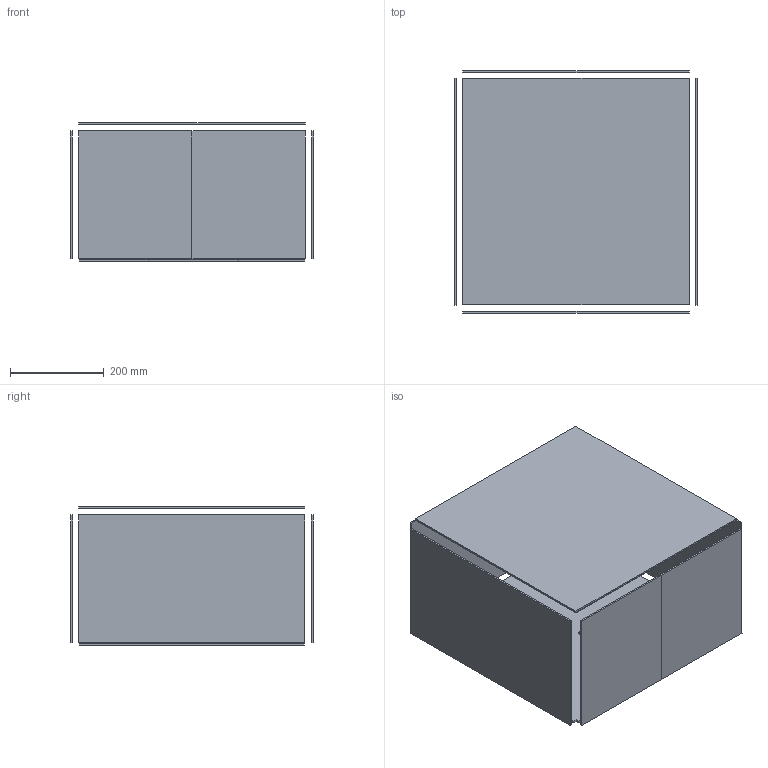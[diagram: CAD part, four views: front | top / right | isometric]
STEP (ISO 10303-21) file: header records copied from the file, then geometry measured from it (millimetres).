
FILE_DESCRIPTION(/* description */ (''),/* implementation_level */ '2;1');
FILE_NAME(/* name */ 'Panels.step',/* time_stamp */ '2025-11-21T09:34:53-05:00',/* author */ (''),/* organization */ (''),/* preprocessor_version */ 'ST-DEVELOPER v20.1',/* originating_system */ 'Autodesk Translation Framework v14.21.0.0',/* authorisation */ '');
FILE_SCHEMA (('AUTOMOTIVE_DESIGN { 1 0 10303 214 3 1 1 }'));
Length unit declared in the file: millimetre
Products named in the file (7): Panels; Top Panel; Side Panel; Back Panel; Door; Foam Tape (1mm); OPTIONAL Bottom Panel
Assembly tree (8 placements, depth 2):
  Panels
    Top Panel
    Side Panel  x2
    Back Panel
    Door  x2
    Foam Tape (1mm)
    OPTIONAL Bottom Panel
Bounding box: 520 x 519 x 297 mm (x, y, z)
Volume: 3984231 mm3; surface area: 2056648.6 mm2
Topology: 8 solids, 8 shells, 94 faces, 234 edges, 156 vertices
Faces by surface type: plane 80, cylinder 14
Full cylindrical faces by diameter (mm): 9.5 x10
Entity records: 2764 total; most frequent: CARTESIAN_POINT 448, DIRECTION 434, ORIENTED_EDGE 420, EDGE_CURVE 210, LINE 182, VECTOR 182, VERTEX_POINT 140, AXIS2_PLACEMENT_3D 126
